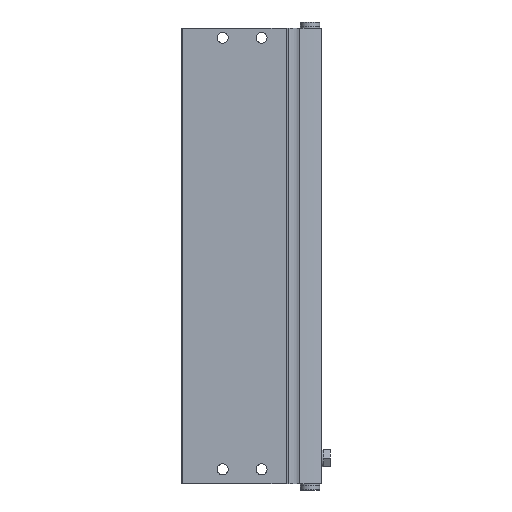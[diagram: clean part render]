
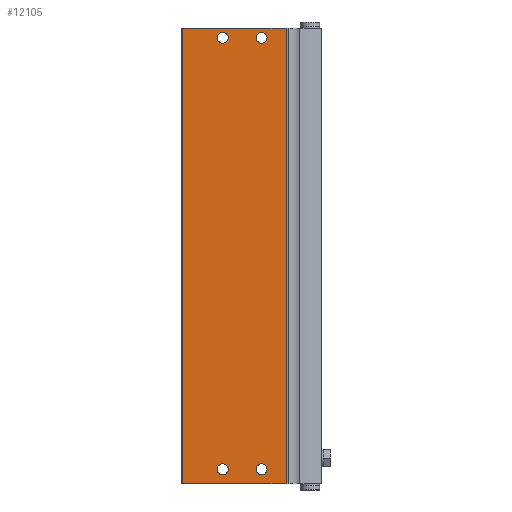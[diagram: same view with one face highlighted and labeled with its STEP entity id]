
A CAD part, front view. The second image highlights one B-rep face of the part: STEP entity #12105.
In plain terms, the highlighted planar face has unit normal (0, -1, 0).
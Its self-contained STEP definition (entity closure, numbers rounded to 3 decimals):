
#418=LINE('',#21085,#1033);
#419=LINE('',#21095,#1034);
#420=LINE('',#21097,#1035);
#421=LINE('',#21099,#1036);
#1033=VECTOR('',#15295,1000.);
#1034=VECTOR('',#15306,1000.);
#1035=VECTOR('',#15307,1000.);
#1036=VECTOR('',#15308,1000.);
#1612=PLANE('',#13480);
#2023=CIRCLE('',#13481,2.25);
#2024=CIRCLE('',#13482,2.25);
#2025=CIRCLE('',#13483,2.25);
#2026=CIRCLE('',#13484,2.25);
#3053=ORIENTED_EDGE('',*,*,#6050,.F.);
#3054=ORIENTED_EDGE('',*,*,#6051,.F.);
#3055=ORIENTED_EDGE('',*,*,#6052,.F.);
#3056=ORIENTED_EDGE('',*,*,#6053,.F.);
#3057=ORIENTED_EDGE('',*,*,#6054,.F.);
#3058=ORIENTED_EDGE('',*,*,#6049,.F.);
#3059=ORIENTED_EDGE('',*,*,#6055,.T.);
#3060=ORIENTED_EDGE('',*,*,#6056,.T.);
#6049=EDGE_CURVE('',#7532,#7531,#418,.T.);
#6050=EDGE_CURVE('',#7533,#7533,#2023,.T.);
#6051=EDGE_CURVE('',#7534,#7534,#2024,.T.);
#6052=EDGE_CURVE('',#7535,#7535,#2025,.T.);
#6053=EDGE_CURVE('',#7536,#7536,#2026,.T.);
#6054=EDGE_CURVE('',#7531,#7537,#419,.T.);
#6055=EDGE_CURVE('',#7532,#7538,#420,.T.);
#6056=EDGE_CURVE('',#7538,#7537,#421,.T.);
#7531=VERTEX_POINT('',#21082);
#7532=VERTEX_POINT('',#21084);
#7533=VERTEX_POINT('',#21088);
#7534=VERTEX_POINT('',#21090);
#7535=VERTEX_POINT('',#21092);
#7536=VERTEX_POINT('',#21094);
#7537=VERTEX_POINT('',#21096);
#7538=VERTEX_POINT('',#21098);
#8870=EDGE_LOOP('',(#3053));
#8871=EDGE_LOOP('',(#3054));
#8872=EDGE_LOOP('',(#3055));
#8873=EDGE_LOOP('',(#3056));
#8874=EDGE_LOOP('',(#3057,#3058,#3059,#3060));
#10361=FACE_BOUND('',#8870,.T.);
#10362=FACE_BOUND('',#8871,.T.);
#10363=FACE_BOUND('',#8872,.T.);
#10364=FACE_BOUND('',#8873,.T.);
#10365=FACE_BOUND('',#8874,.T.);
#12105=ADVANCED_FACE('',(#10361,#10362,#10363,#10364,#10365),#1612,.T.);
#13480=AXIS2_PLACEMENT_3D('',#21086,#15296,#15297);
#13481=AXIS2_PLACEMENT_3D('',#21087,#15298,#15299);
#13482=AXIS2_PLACEMENT_3D('',#21089,#15300,#15301);
#13483=AXIS2_PLACEMENT_3D('',#21091,#15302,#15303);
#13484=AXIS2_PLACEMENT_3D('',#21093,#15304,#15305);
#15295=DIRECTION('',(0.,0.,1.));
#15296=DIRECTION('',(0.,-1.,0.));
#15297=DIRECTION('',(0.,0.,-1.));
#15298=DIRECTION('',(0.,-1.,0.));
#15299=DIRECTION('',(0.,0.,-1.));
#15300=DIRECTION('',(0.,-1.,0.));
#15301=DIRECTION('',(0.,0.,-1.));
#15302=DIRECTION('',(0.,-1.,0.));
#15303=DIRECTION('',(0.,0.,-1.));
#15304=DIRECTION('',(0.,-1.,0.));
#15305=DIRECTION('',(0.,0.,-1.));
#15306=DIRECTION('',(1.,0.,0.));
#15307=DIRECTION('',(1.,0.,0.));
#15308=DIRECTION('',(0.,0.,1.));
#21082=CARTESIAN_POINT('',(-18.069,0.,0.));
#21084=CARTESIAN_POINT('',(-18.069,0.,-187.5));
#21085=CARTESIAN_POINT('',(-18.069,0.,-187.5));
#21086=CARTESIAN_POINT('',(-18.069,0.,-187.5));
#21087=CARTESIAN_POINT('',(-8.,0.,-6.));
#21088=CARTESIAN_POINT('',(-8.,0.,-8.25));
#21089=CARTESIAN_POINT('',(-8.,0.,-183.5));
#21090=CARTESIAN_POINT('',(-8.,0.,-185.75));
#21091=CARTESIAN_POINT('',(8.,0.,-183.5));
#21092=CARTESIAN_POINT('',(8.,0.,-185.75));
#21093=CARTESIAN_POINT('',(8.,0.,-6.));
#21094=CARTESIAN_POINT('',(8.,0.,-8.25));
#21095=CARTESIAN_POINT('',(-18.069,0.,0.));
#21096=CARTESIAN_POINT('',(24.5,0.,0.));
#21097=CARTESIAN_POINT('',(-18.069,0.,-187.5));
#21098=CARTESIAN_POINT('',(24.5,0.,-187.5));
#21099=CARTESIAN_POINT('',(24.5,0.,-187.5));
